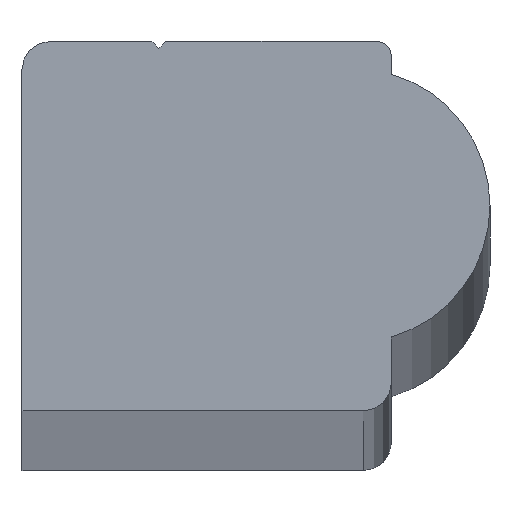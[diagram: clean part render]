
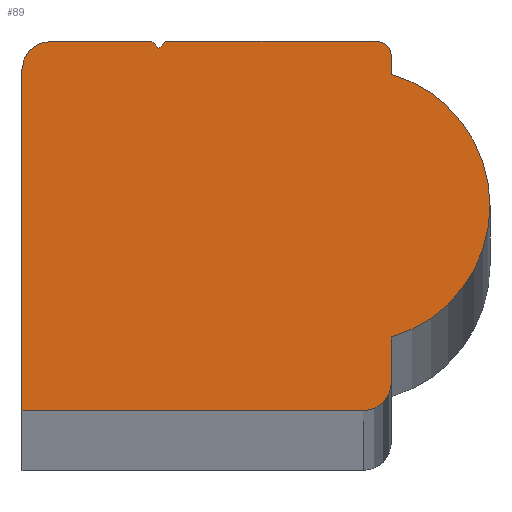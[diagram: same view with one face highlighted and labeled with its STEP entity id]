
A CAD part, top view. The second image highlights one B-rep face of the part: STEP entity #89.
In plain terms, the highlighted planar face has unit normal (0, 0, 1).
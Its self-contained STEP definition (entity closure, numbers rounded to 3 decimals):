
#89=ADVANCED_FACE('',(#119),#120,.T.);
#119=FACE_OUTER_BOUND('',#149,.T.);
#120=PLANE('',#150);
#149=EDGE_LOOP('',(#258,#259,#260,#261,#262,#263,#264,#265,#266,#267,#268,#269,#270));
#150=AXIS2_PLACEMENT_3D('',#271,#272,#273);
#258=ORIENTED_EDGE('',*,*,#278,.T.);
#259=ORIENTED_EDGE('',*,*,#290,.F.);
#260=ORIENTED_EDGE('',*,*,#308,.F.);
#261=ORIENTED_EDGE('',*,*,#305,.F.);
#262=ORIENTED_EDGE('',*,*,#312,.F.);
#263=ORIENTED_EDGE('',*,*,#310,.F.);
#264=ORIENTED_EDGE('',*,*,#301,.F.);
#265=ORIENTED_EDGE('',*,*,#299,.T.);
#266=ORIENTED_EDGE('',*,*,#277,.T.);
#267=ORIENTED_EDGE('',*,*,#304,.F.);
#268=ORIENTED_EDGE('',*,*,#309,.F.);
#269=ORIENTED_EDGE('',*,*,#285,.F.);
#270=ORIENTED_EDGE('',*,*,#282,.T.);
#271=CARTESIAN_POINT('',(13.442,13.442,2500.0));
#272=DIRECTION('',(0.0,0.0,1.0));
#273=DIRECTION('',(1.0,0.0,0.0));
#277=EDGE_CURVE('',#314,#318,#320,.T.);
#278=EDGE_CURVE('',#321,#322,#323,.T.);
#282=EDGE_CURVE('',#329,#321,#330,.T.);
#285=EDGE_CURVE('',#329,#334,#335,.T.);
#290=EDGE_CURVE('',#341,#322,#343,.T.);
#299=EDGE_CURVE('',#358,#314,#359,.T.);
#301=EDGE_CURVE('',#358,#361,#362,.T.);
#304=EDGE_CURVE('',#364,#318,#366,.T.);
#305=EDGE_CURVE('',#367,#368,#369,.T.);
#308=EDGE_CURVE('',#368,#341,#372,.T.);
#309=EDGE_CURVE('',#334,#364,#373,.T.);
#310=EDGE_CURVE('',#361,#374,#375,.T.);
#312=EDGE_CURVE('',#374,#367,#377,.T.);
#314=VERTEX_POINT('',#379);
#318=VERTEX_POINT('',#384);
#320=CIRCLE('',#387,10.0);
#321=VERTEX_POINT('',#388);
#322=VERTEX_POINT('',#389);
#323=LINE('',#390,#391);
#329=VERTEX_POINT('',#400);
#330=LINE('',#401,#402);
#334=VERTEX_POINT('',#408);
#335=LINE('',#409,#410);
#341=VERTEX_POINT('',#419);
#343=LINE('',#422,#423);
#358=VERTEX_POINT('',#442);
#359=CIRCLE('',#443,10.0);
#361=VERTEX_POINT('',#446);
#362=LINE('',#447,#448);
#364=VERTEX_POINT('',#451);
#366=LINE('',#454,#455);
#367=VERTEX_POINT('',#456);
#368=VERTEX_POINT('',#457);
#369=LINE('',#458,#459);
#372=CIRCLE('',#464,2.077);
#373=CIRCLE('',#465,1.038);
#374=VERTEX_POINT('',#466);
#375=CIRCLE('',#467,2.077);
#377=LINE('',#470,#471);
#379=CARTESIAN_POINT('',(34.2,15.0,2500.0));
#384=CARTESIAN_POINT('',(27.0,24.6,2500.0));
#387=AXIS2_PLACEMENT_3D('',#477,#478,#479);
#388=CARTESIAN_POINT('',(10.0,26.493,2500.0));
#389=CARTESIAN_POINT('',(9.493,27.0,2500.0));
#390=CARTESIAN_POINT('',(13.946,22.546,2500.0));
#391=VECTOR('',#480,1.0);
#400=CARTESIAN_POINT('',(10.507,27.0,2500.0));
#401=CARTESIAN_POINT('',(7.775,24.268,2500.0));
#402=VECTOR('',#484,1.0);
#408=CARTESIAN_POINT('',(25.962,27.0,2500.0));
#409=CARTESIAN_POINT('',(2.077,27.0,2500.0));
#410=VECTOR('',#487,1.0);
#419=CARTESIAN_POINT('',(2.077,27.0,2500.0));
#422=CARTESIAN_POINT('',(2.077,27.0,2500.0));
#423=VECTOR('',#492,1.0);
#442=CARTESIAN_POINT('',(27.0,5.4,2500.0));
#443=AXIS2_PLACEMENT_3D('',#509,#510,#511);
#446=CARTESIAN_POINT('',(27.0,2.077,2500.0));
#447=CARTESIAN_POINT('',(27.0,2.077,2500.0));
#448=VECTOR('',#513,1.0);
#451=CARTESIAN_POINT('',(27.0,25.962,2500.0));
#454=CARTESIAN_POINT('',(27.0,2.077,2500.0));
#455=VECTOR('',#516,1.0);
#456=CARTESIAN_POINT('',(0.0,0.0,2500.0));
#457=CARTESIAN_POINT('',(0.0,24.923,2500.0));
#458=CARTESIAN_POINT('',(0.0,0.0,2500.0));
#459=VECTOR('',#517,1.0);
#464=AXIS2_PLACEMENT_3D('',#520,#521,#522);
#465=AXIS2_PLACEMENT_3D('',#523,#524,#525);
#466=CARTESIAN_POINT('',(24.923,0.0,2500.0));
#467=AXIS2_PLACEMENT_3D('',#526,#527,#528);
#470=CARTESIAN_POINT('',(0.0,0.0,2500.0));
#471=VECTOR('',#530,1.0);
#477=CARTESIAN_POINT('',(24.2,15.0,2500.0));
#478=DIRECTION('',(0.0,0.0,1.0));
#479=DIRECTION('',(1.0,0.0,0.0));
#480=DIRECTION('',(-0.707,0.707,0.0));
#484=DIRECTION('',(-0.707,-0.707,0.0));
#487=DIRECTION('',(1.0,0.0,0.0));
#492=DIRECTION('',(1.0,0.0,0.0));
#509=CARTESIAN_POINT('',(24.2,15.0,2500.0));
#510=DIRECTION('',(0.0,0.0,1.0));
#511=DIRECTION('',(1.0,0.0,0.0));
#513=DIRECTION('',(-0.0,-1.0,-0.0));
#516=DIRECTION('',(-0.0,-1.0,-0.0));
#517=DIRECTION('',(0.,1.0,0.0));
#520=CARTESIAN_POINT('',(2.077,24.923,2500.0));
#521=DIRECTION('',(0.0,0.0,-1.0));
#522=DIRECTION('',(1.0,0.0,0.0));
#523=CARTESIAN_POINT('',(25.962,25.962,2500.0));
#524=DIRECTION('',(0.0,0.0,-1.0));
#525=DIRECTION('',(1.0,0.0,0.0));
#526=CARTESIAN_POINT('',(24.923,2.077,2500.0));
#527=DIRECTION('',(0.0,0.0,-1.0));
#528=DIRECTION('',(1.0,0.0,0.0));
#530=DIRECTION('',(-1.0,-0.0,-0.0));
